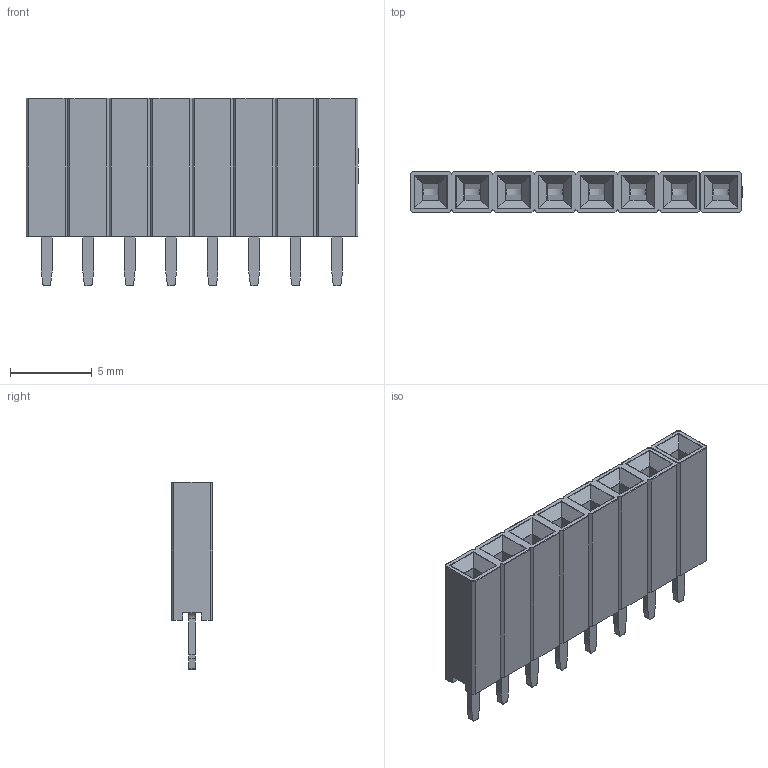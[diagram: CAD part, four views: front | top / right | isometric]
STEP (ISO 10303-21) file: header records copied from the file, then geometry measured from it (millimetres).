
FILE_DESCRIPTION(/* description */ ('Designed by EasyEDA Pro'),/* implementation_level */ '2;1');
FILE_NAME(/* name */ 'PM_2.54_1X8P_LH.step',/* time_stamp */ '2025-03-26T14:52:59+08:00',/* author */ (''),/* organization */ (''),/* preprocessor_version */ 'ST-DEVELOPER v20.1',/* originating_system */ 'Autodesk Translation Framework v14.4.0.0',/* authorisation */ '');
FILE_SCHEMA (('AUTOMOTIVE_DESIGN { 1 0 10303 214 3 1 1 }'));
Length unit declared in the file: millimetre
Products named in the file (4): JOTI-PCBModel; JOTI-Board; JOTI-P1-HDR-TH_8P-P2.54-V-F-1; COMPOUND
Assembly tree (3 placements, depth 3):
  JOTI-PCBModel
    JOTI-Board
    JOTI-P1-HDR-TH_8P-P2.54-V-F-1
      COMPOUND
Bounding box: 20.33 x 2.54 x 11.5 mm (x, y, z)
Volume: 369.3 mm3; surface area: 1069.6 mm2
Topology: 9 solids, 9 shells, 1237 faces, 3250 edges, 2106 vertices
Faces by surface type: plane 791, cylinder 236, bspline 210
Entity records: 45236 total; most frequent: CARTESIAN_POINT 14244, ORIENTED_EDGE 6500, DIRECTION 5426, EDGE_CURVE 3250, LINE 2474, VECTOR 2474, VERTEX_POINT 2106, AXIS2_PLACEMENT_3D 1476
